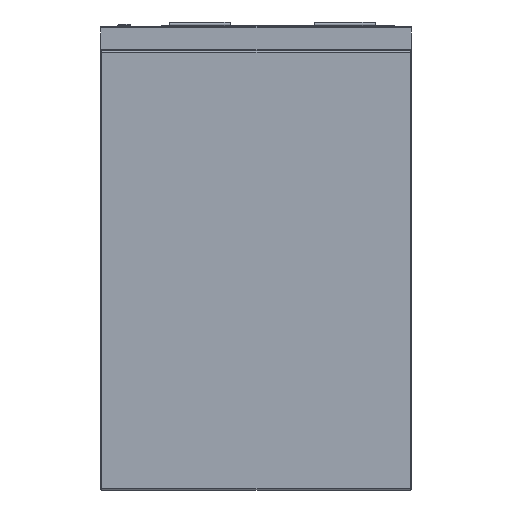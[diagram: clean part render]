
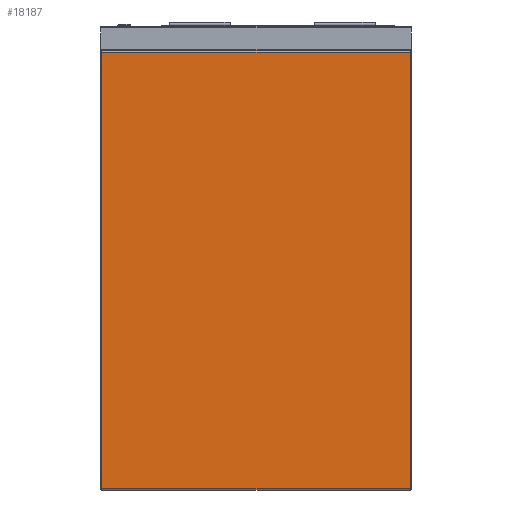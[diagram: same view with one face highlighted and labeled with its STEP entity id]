
A CAD part, left-side view. The second image highlights one B-rep face of the part: STEP entity #18187.
In plain terms, the highlighted planar face has unit normal (-1, 0, 0).
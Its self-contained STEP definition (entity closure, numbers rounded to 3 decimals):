
#1450 = VECTOR ( 'NONE', #15130, 1000. ) ;
#1549 = VERTEX_POINT ( 'NONE', #9203 ) ;
#2868 = LINE ( 'NONE', #13567, #12588 ) ;
#3503 = VECTOR ( 'NONE', #15310, 1000. ) ;
#4739 = CARTESIAN_POINT ( 'NONE',  ( -1030., -255., -760. ) ) ;
#5029 = DIRECTION ( 'NONE',  ( 0., 0., 1. ) ) ;
#5495 = ORIENTED_EDGE ( 'NONE', *, *, #19224, .T. ) ;
#6118 = EDGE_LOOP ( 'NONE', ( #5495, #10231, #7106, #17806 ) ) ;
#6209 = PLANE ( 'NONE',  #10230 ) ;
#6308 = LINE ( 'NONE', #9141, #3503 ) ;
#6463 = EDGE_CURVE ( 'NONE', #11548, #1549, #6308, .T. ) ;
#7106 = ORIENTED_EDGE ( 'NONE', *, *, #6463, .T. ) ;
#8321 = VECTOR ( 'NONE', #8650, 1000. ) ;
#8459 = EDGE_CURVE ( 'NONE', #1549, #15631, #2868, .T. ) ;
#8486 = CARTESIAN_POINT ( 'NONE',  ( -1030., 253., -42. ) ) ;
#8650 = DIRECTION ( 'NONE',  ( 0., 0., 1. ) ) ;
#8837 = CARTESIAN_POINT ( 'NONE',  ( -1030., -253., -760. ) ) ;
#8971 = LINE ( 'NONE', #16646, #1450 ) ;
#9139 = CARTESIAN_POINT ( 'NONE',  ( -1030., -253., -758. ) ) ;
#9141 = CARTESIAN_POINT ( 'NONE',  ( -1030., 253., -760. ) ) ;
#9203 = CARTESIAN_POINT ( 'NONE',  ( -1030., 253., -758. ) ) ;
#10230 = AXIS2_PLACEMENT_3D ( 'NONE', #4739, #12501, #5029 ) ;
#10231 = ORIENTED_EDGE ( 'NONE', *, *, #15042, .T. ) ;
#11548 = VERTEX_POINT ( 'NONE', #8486 ) ;
#11789 = CARTESIAN_POINT ( 'NONE',  ( -1030., -253., -42. ) ) ;
#11889 = LINE ( 'NONE', #8837, #8321 ) ;
#12501 = DIRECTION ( 'NONE',  ( -1., 0., 0. ) ) ;
#12588 = VECTOR ( 'NONE', #19725, 1000. ) ;
#13567 = CARTESIAN_POINT ( 'NONE',  ( -1030., -255., -758. ) ) ;
#13907 = FACE_OUTER_BOUND ( 'NONE', #6118, .T. ) ;
#15042 = EDGE_CURVE ( 'NONE', #18556, #11548, #8971, .T. ) ;
#15130 = DIRECTION ( 'NONE',  ( 0., 1., 0. ) ) ;
#15310 = DIRECTION ( 'NONE',  ( 0., 0., -1. ) ) ;
#15631 = VERTEX_POINT ( 'NONE', #9139 ) ;
#16646 = CARTESIAN_POINT ( 'NONE',  ( -1030., 255., -42. ) ) ;
#17806 = ORIENTED_EDGE ( 'NONE', *, *, #8459, .T. ) ;
#18187 = ADVANCED_FACE ( 'Fl�che7', ( #13907 ), #6209, .T. ) ;
#18556 = VERTEX_POINT ( 'NONE', #11789 ) ;
#19224 = EDGE_CURVE ( 'NONE', #15631, #18556, #11889, .T. ) ;
#19725 = DIRECTION ( 'NONE',  ( 0., -1., 0. ) ) ;
